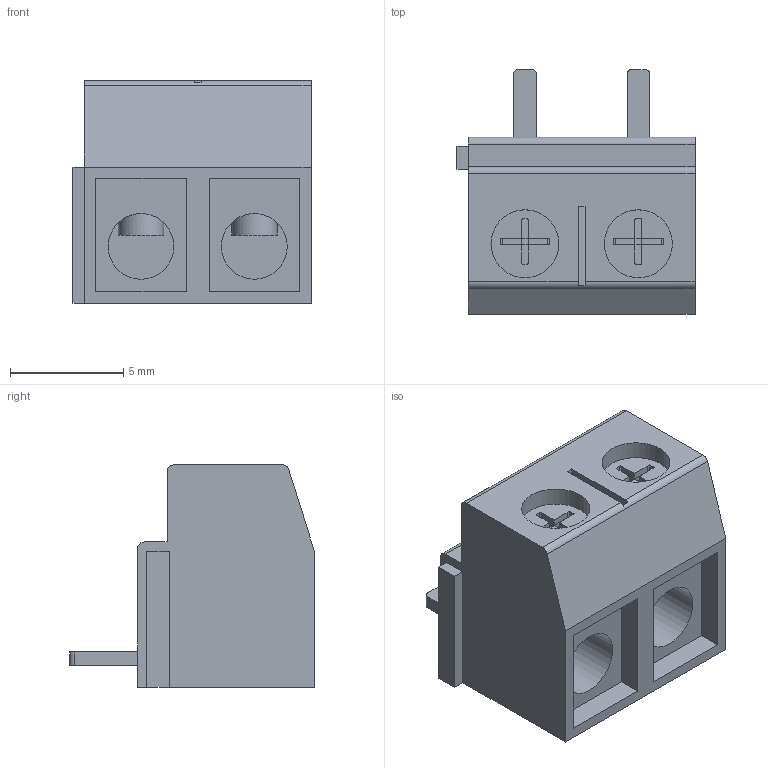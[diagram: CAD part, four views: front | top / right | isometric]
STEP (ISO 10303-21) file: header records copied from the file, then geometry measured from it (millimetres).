
FILE_DESCRIPTION(/* description */ (''),/* implementation_level */ '2;1');
FILE_NAME(/* name */ '2P_RA_5MM.step',/* time_stamp */ '2023-01-24T15:48:14+05:30',/* author */ (''),/* organization */ (''),/* preprocessor_version */ 'ST-DEVELOPER v19.2',/* originating_system */ 'Autodesk Translation Framework v11.17.0.187',/* authorisation */ '');
FILE_SCHEMA (('AUTOMOTIVE_DESIGN { 1 0 10303 214 3 1 1 }'));
Length unit declared in the file: millimetre
Products named in the file (7): Terminal block 5mm; Tornillos001; Bornes; Fusion001; Patas; Fillet001; Cut007
Assembly tree (8 placements, depth 3):
  Terminal block 5mm
    Tornillos001
    Bornes
      Fusion001  x2
    Patas
      Fillet001  x2
    Cut007
Bounding box: 10.5 x 10.8 x 9.8 mm (x, y, z)
Volume: 592.6 mm3; surface area: 1208.9 mm2
Topology: 5 solids, 5 shells, 158 faces, 370 edges, 236 vertices
Faces by surface type: plane 125, cylinder 33
Full cylindrical faces by diameter (mm): 2 x4, 2.9 x2, 3 x4
Entity records: 4571 total; most frequent: CARTESIAN_POINT 925, DIRECTION 729, ORIENTED_EDGE 696, EDGE_CURVE 348, LINE 285, VECTOR 285, AXIS2_PLACEMENT_3D 222, VERTEX_POINT 221
